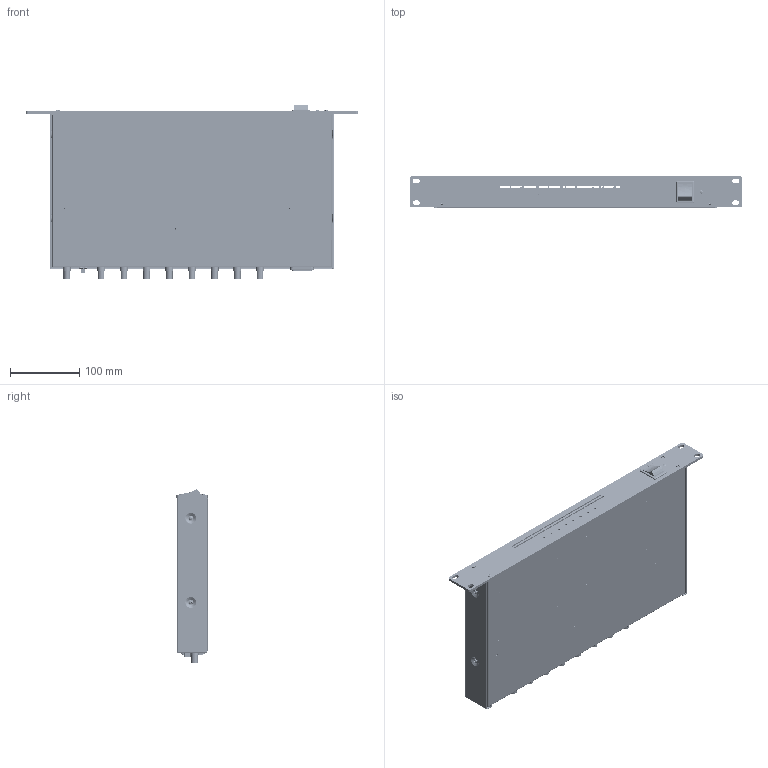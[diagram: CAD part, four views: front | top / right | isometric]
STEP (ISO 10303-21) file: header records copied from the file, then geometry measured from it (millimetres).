
FILE_DESCRIPTION (( 'STEP AP214' ), '1' );
FILE_NAME ('Combine 8 Solid Body.STEP', '2025-02-26T16:11:00', ( '' ), ( '' ), 'SwSTEP 2.0', 'SolidWorks 2023', '' );
FILE_SCHEMA (( 'AUTOMOTIVE_DESIGN' ));
Length unit declared in the file: millimetre
Products named in the file (1): Combine 8 Solid Body
Bounding box: 481 x 45 x 252.58 mm (x, y, z)
Volume: 320468.2 mm3; surface area: 611902.9 mm2
Topology: 64 solids, 64 shells, 8120 faces, 21057 edges, 13760 vertices
Faces by surface type: plane 4751, cylinder 2117, bspline 599, cone 473, torus 152, sphere 28
Entity records: 373718 total; most frequent: CARTESIAN_POINT 91364, ORIENTED_EDGE 42074, DIRECTION 36822, EDGE_CURVE 21037, VERTEX_POINT 13758, LINE 13166, VECTOR 13166, AXIS2_PLACEMENT_3D 11828
